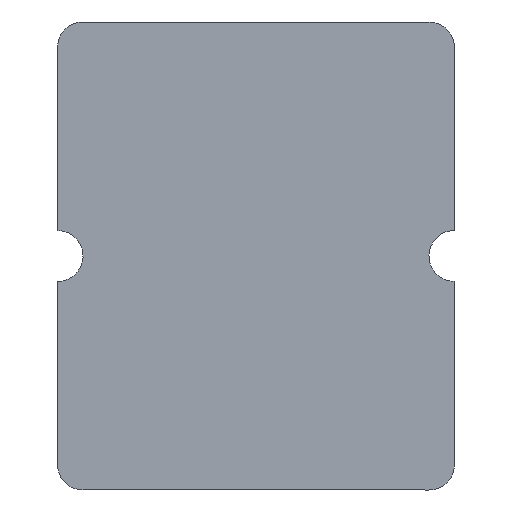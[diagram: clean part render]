
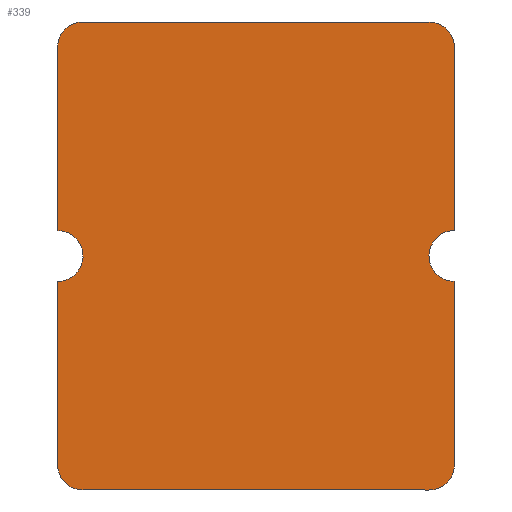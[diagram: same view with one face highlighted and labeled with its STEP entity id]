
A CAD part, front view. The second image highlights one B-rep face of the part: STEP entity #339.
In plain terms, the highlighted free-form (B-spline) face has degree [1, 1] with [2, 2] control points.
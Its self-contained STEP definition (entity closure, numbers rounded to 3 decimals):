
#192=CARTESIAN_POINT('',(-21.448,-1.7,25.298));
#193=CARTESIAN_POINT('',(21.448,-1.7,25.298));
#194=CARTESIAN_POINT('',(-21.448,-1.7,-25.298));
#195=CARTESIAN_POINT('',(21.448,-1.7,-25.298));
#196=B_SPLINE_SURFACE_WITH_KNOTS('',1,1,((#192,#194),(#193,#195)),.UNSPECIFIED.,.F.,.F.,.U.,(2,2),(2,2),(0.0,42.896),(0.0,50.595),.UNSPECIFIED.);
#197=CARTESIAN_POINT('',(19.5,-1.7,20.5));
#198=VERTEX_POINT('',#197);
#199=CARTESIAN_POINT('',(17.0,-1.7,23.0));
#200=VERTEX_POINT('',#199);
#201=CARTESIAN_POINT('',(19.5,-1.7,20.5));
#202=CARTESIAN_POINT('',(19.5,-1.7,23.));
#203=CARTESIAN_POINT('',(17.0,-1.7,23.0));
#211=(BOUNDED_CURVE()B_SPLINE_CURVE(2,(#201,#202,#203),.UNSPECIFIED.,.F.,.U.)CURVE()GEOMETRIC_REPRESENTATION_ITEM()QUASI_UNIFORM_CURVE()RATIONAL_B_SPLINE_CURVE((1.0,0.707,1.0))REPRESENTATION_ITEM(''));
#212=EDGE_CURVE('',#198,#200,#211,.T.);
#213=ORIENTED_EDGE('',*,*,#212,.T.);
#214=CARTESIAN_POINT('',(-17.0,-1.7,23.0));
#215=VERTEX_POINT('',#214);
#216=CARTESIAN_POINT('',(17.0,-1.7,23.0));
#217=CARTESIAN_POINT('',(-17.0,-1.7,23.0));
#218=QUASI_UNIFORM_CURVE('',1,(#216,#217),.UNSPECIFIED.,.F.,.U.);
#219=EDGE_CURVE('',#200,#215,#218,.T.);
#220=ORIENTED_EDGE('',*,*,#219,.T.);
#221=CARTESIAN_POINT('',(-19.5,-1.7,20.5));
#222=VERTEX_POINT('',#221);
#223=CARTESIAN_POINT('',(-17.0,-1.7,23.0));
#224=CARTESIAN_POINT('',(-19.5,-1.7,23.));
#225=CARTESIAN_POINT('',(-19.5,-1.7,20.5));
#233=(BOUNDED_CURVE()B_SPLINE_CURVE(2,(#223,#224,#225),.UNSPECIFIED.,.F.,.U.)CURVE()GEOMETRIC_REPRESENTATION_ITEM()QUASI_UNIFORM_CURVE()RATIONAL_B_SPLINE_CURVE((1.0,0.707,1.0))REPRESENTATION_ITEM(''));
#234=EDGE_CURVE('',#215,#222,#233,.T.);
#235=ORIENTED_EDGE('',*,*,#234,.T.);
#236=CARTESIAN_POINT('',(-19.5,-1.7,2.5));
#237=VERTEX_POINT('',#236);
#238=CARTESIAN_POINT('',(-19.5,-1.7,20.5));
#239=CARTESIAN_POINT('',(-19.5,-1.7,2.5));
#240=QUASI_UNIFORM_CURVE('',1,(#238,#239),.UNSPECIFIED.,.F.,.U.);
#241=EDGE_CURVE('',#222,#237,#240,.T.);
#242=ORIENTED_EDGE('',*,*,#241,.T.);
#243=CARTESIAN_POINT('',(-19.5,-1.7,-2.5));
#244=VERTEX_POINT('',#243);
#245=CARTESIAN_POINT('',(-19.5,-1.7,-2.5));
#246=CARTESIAN_POINT('',(-17.,-1.7,-2.5));
#247=CARTESIAN_POINT('',(-17.,-1.7,0.));
#248=CARTESIAN_POINT('',(-17.,-1.7,2.5));
#249=CARTESIAN_POINT('',(-19.5,-1.7,2.5));
#257=(BOUNDED_CURVE()B_SPLINE_CURVE(2,(#245,#246,#247,#248,#249),.UNSPECIFIED.,.F.,.U.)B_SPLINE_CURVE_WITH_KNOTS((3,2,3),(0.0,0.5,1.0),.UNSPECIFIED.)CURVE()GEOMETRIC_REPRESENTATION_ITEM()RATIONAL_B_SPLINE_CURVE((1.0,0.707,1.0,0.707,1.0))REPRESENTATION_ITEM(''));
#258=EDGE_CURVE('',#244,#237,#257,.T.);
#259=ORIENTED_EDGE('',*,*,#258,.F.);
#260=CARTESIAN_POINT('',(-19.5,-1.7,-20.5));
#261=VERTEX_POINT('',#260);
#262=CARTESIAN_POINT('',(-19.5,-1.7,-2.5));
#263=CARTESIAN_POINT('',(-19.5,-1.7,-20.5));
#264=QUASI_UNIFORM_CURVE('',1,(#262,#263),.UNSPECIFIED.,.F.,.U.);
#265=EDGE_CURVE('',#244,#261,#264,.T.);
#266=ORIENTED_EDGE('',*,*,#265,.T.);
#267=CARTESIAN_POINT('',(-17.,-1.7,-23.));
#268=VERTEX_POINT('',#267);
#269=CARTESIAN_POINT('',(-19.5,-1.7,-20.5));
#270=CARTESIAN_POINT('',(-19.5,-1.7,-21.536));
#271=CARTESIAN_POINT('',(-18.768,-1.7,-22.268));
#272=CARTESIAN_POINT('',(-18.036,-1.7,-23.));
#273=CARTESIAN_POINT('',(-17.,-1.7,-23.));
#281=(BOUNDED_CURVE()B_SPLINE_CURVE(2,(#269,#270,#271,#272,#273),.UNSPECIFIED.,.F.,.U.)B_SPLINE_CURVE_WITH_KNOTS((3,2,3),(0.0,0.5,1.0),.UNSPECIFIED.)CURVE()GEOMETRIC_REPRESENTATION_ITEM()RATIONAL_B_SPLINE_CURVE((1.0,0.924,1.0,0.924,1.0))REPRESENTATION_ITEM(''));
#282=EDGE_CURVE('',#261,#268,#281,.T.);
#283=ORIENTED_EDGE('',*,*,#282,.T.);
#284=CARTESIAN_POINT('',(17.0,-1.7,-23.0));
#285=VERTEX_POINT('',#284);
#286=CARTESIAN_POINT('',(-17.,-1.7,-23.));
#287=CARTESIAN_POINT('',(17.0,-1.7,-23.0));
#288=QUASI_UNIFORM_CURVE('',1,(#286,#287),.UNSPECIFIED.,.F.,.U.);
#289=EDGE_CURVE('',#268,#285,#288,.T.);
#290=ORIENTED_EDGE('',*,*,#289,.T.);
#291=CARTESIAN_POINT('',(19.5,-1.7,-20.5));
#292=VERTEX_POINT('',#291);
#293=CARTESIAN_POINT('',(17.0,-1.7,-23.0));
#294=CARTESIAN_POINT('',(19.5,-1.7,-23.));
#295=CARTESIAN_POINT('',(19.5,-1.7,-20.5));
#303=(BOUNDED_CURVE()B_SPLINE_CURVE(2,(#293,#294,#295),.UNSPECIFIED.,.F.,.U.)CURVE()GEOMETRIC_REPRESENTATION_ITEM()QUASI_UNIFORM_CURVE()RATIONAL_B_SPLINE_CURVE((1.0,0.707,1.0))REPRESENTATION_ITEM(''));
#304=EDGE_CURVE('',#285,#292,#303,.T.);
#305=ORIENTED_EDGE('',*,*,#304,.T.);
#306=CARTESIAN_POINT('',(19.5,-1.7,-2.5));
#307=VERTEX_POINT('',#306);
#308=CARTESIAN_POINT('',(19.5,-1.7,-20.5));
#309=CARTESIAN_POINT('',(19.5,-1.7,-2.5));
#310=QUASI_UNIFORM_CURVE('',1,(#308,#309),.UNSPECIFIED.,.F.,.U.);
#311=EDGE_CURVE('',#292,#307,#310,.T.);
#312=ORIENTED_EDGE('',*,*,#311,.T.);
#313=CARTESIAN_POINT('',(19.5,-1.7,2.5));
#314=VERTEX_POINT('',#313);
#315=CARTESIAN_POINT('',(19.5,-1.7,2.5));
#316=CARTESIAN_POINT('',(18.057,-1.7,2.5));
#317=CARTESIAN_POINT('',(17.335,-1.7,1.25));
#318=CARTESIAN_POINT('',(16.613,-1.7,0.));
#319=CARTESIAN_POINT('',(17.335,-1.7,-1.25));
#320=CARTESIAN_POINT('',(18.057,-1.7,-2.5));
#321=CARTESIAN_POINT('',(19.5,-1.7,-2.5));
#329=(BOUNDED_CURVE()B_SPLINE_CURVE(2,(#315,#316,#317,#318,#319,#320,#321),.UNSPECIFIED.,.F.,.U.)B_SPLINE_CURVE_WITH_KNOTS((3,2,2,3),(0.0,0.333,0.667,1.0),.UNSPECIFIED.)CURVE()GEOMETRIC_REPRESENTATION_ITEM()RATIONAL_B_SPLINE_CURVE((1.0,0.866,1.0,0.866,1.0,0.866,1.0))REPRESENTATION_ITEM(''));
#330=EDGE_CURVE('',#314,#307,#329,.T.);
#331=ORIENTED_EDGE('',*,*,#330,.F.);
#332=CARTESIAN_POINT('',(19.5,-1.7,2.5));
#333=CARTESIAN_POINT('',(19.5,-1.7,20.5));
#334=QUASI_UNIFORM_CURVE('',1,(#332,#333),.UNSPECIFIED.,.F.,.U.);
#335=EDGE_CURVE('',#314,#198,#334,.T.);
#336=ORIENTED_EDGE('',*,*,#335,.T.);
#337=EDGE_LOOP('',(#213,#220,#235,#242,#259,#266,#283,#290,#305,#312,#331,#336));
#338=FACE_OUTER_BOUND('',#337,.T.);
#339=ADVANCED_FACE('',(#338),#196,.F.);
